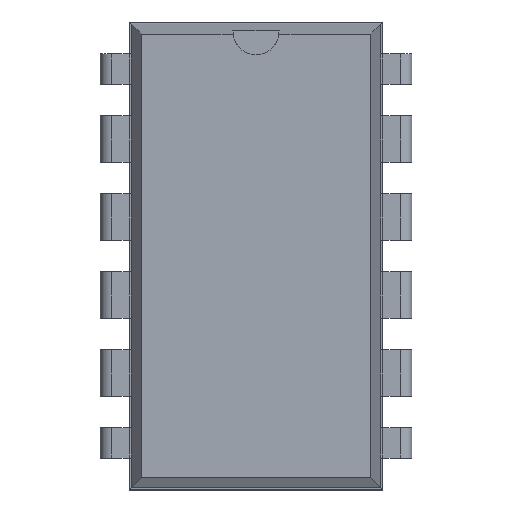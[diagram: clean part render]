
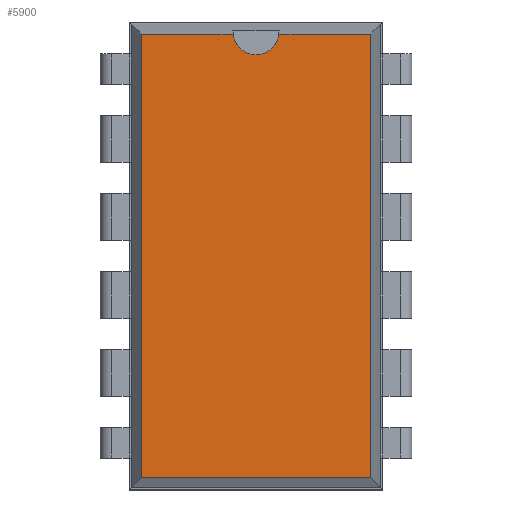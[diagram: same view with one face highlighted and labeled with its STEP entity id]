
A CAD part, top view. The second image highlights one B-rep face of the part: STEP entity #5900.
In plain terms, the highlighted planar face has unit normal (0, 0, 1).
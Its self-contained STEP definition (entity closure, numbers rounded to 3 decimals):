
#3285 = VERTEX_POINT('',#3286);
#3286 = CARTESIAN_POINT('',(8.684,0.871,3.68));
#3291 = EDGE_CURVE('',#3292,#3285,#3294,.T.);
#3292 = VERTEX_POINT('',#3293);
#3293 = CARTESIAN_POINT('',(8.684,-13.571,3.68));
#3294 = LINE('',#3295,#3296);
#3295 = CARTESIAN_POINT('',(8.684,-13.571,3.68));
#3296 = VECTOR('',#3297,1.);
#3297 = DIRECTION('',(0.,1.,0.));
#4541 = VERTEX_POINT('',#4542);
#4542 = CARTESIAN_POINT('',(1.222,0.871,3.68));
#4547 = EDGE_CURVE('',#4548,#4541,#4550,.T.);
#4548 = VERTEX_POINT('',#4549);
#4549 = CARTESIAN_POINT('',(4.207,0.871,3.68));
#4550 = LINE('',#4551,#4552);
#4551 = CARTESIAN_POINT('',(8.684,0.871,3.68));
#4552 = VECTOR('',#4553,1.);
#4553 = DIRECTION('',(-1.,0.,0.));
#4573 = VERTEX_POINT('',#4574);
#4574 = CARTESIAN_POINT('',(5.699,0.871,3.68));
#4582 = EDGE_CURVE('',#3285,#4573,#4583,.T.);
#4583 = LINE('',#4584,#4585);
#4584 = CARTESIAN_POINT('',(8.684,0.871,3.68));
#4585 = VECTOR('',#4586,1.);
#4586 = DIRECTION('',(-1.,0.,0.));
#4640 = VERTEX_POINT('',#4641);
#4641 = CARTESIAN_POINT('',(1.222,-13.571,3.68));
#4646 = EDGE_CURVE('',#4541,#4640,#4647,.T.);
#4647 = LINE('',#4648,#4649);
#4648 = CARTESIAN_POINT('',(1.222,0.871,3.68));
#4649 = VECTOR('',#4650,1.);
#4650 = DIRECTION('',(0.,-1.,0.));
#5889 = EDGE_CURVE('',#4640,#3292,#5890,.T.);
#5890 = LINE('',#5891,#5892);
#5891 = CARTESIAN_POINT('',(1.222,-13.571,3.68));
#5892 = VECTOR('',#5893,1.);
#5893 = DIRECTION('',(1.,0.,0.));
#5900 = ADVANCED_FACE('',(#5901),#5924,.F.);
#5901 = FACE_BOUND('',#5902,.F.);
#5902 = EDGE_LOOP('',(#5903,#5904,#5905,#5906,#5907,#5916,#5923));
#5903 = ORIENTED_EDGE('',*,*,#3291,.F.);
#5904 = ORIENTED_EDGE('',*,*,#5889,.F.);
#5905 = ORIENTED_EDGE('',*,*,#4646,.F.);
#5906 = ORIENTED_EDGE('',*,*,#4547,.F.);
#5907 = ORIENTED_EDGE('',*,*,#5908,.F.);
#5908 = EDGE_CURVE('',#5909,#4548,#5911,.T.);
#5909 = VERTEX_POINT('',#5910);
#5910 = CARTESIAN_POINT('',(4.953,0.196,3.68));
#5911 = CIRCLE('',#5912,0.75);
#5912 = AXIS2_PLACEMENT_3D('',#5913,#5914,#5915);
#5913 = CARTESIAN_POINT('',(4.953,0.946,3.68));
#5914 = DIRECTION('',(0.,0.,-1.));
#5915 = DIRECTION('',(0.,-1.,0.));
#5916 = ORIENTED_EDGE('',*,*,#5917,.F.);
#5917 = EDGE_CURVE('',#4573,#5909,#5918,.T.);
#5918 = CIRCLE('',#5919,0.75);
#5919 = AXIS2_PLACEMENT_3D('',#5920,#5921,#5922);
#5920 = CARTESIAN_POINT('',(4.953,0.946,3.68));
#5921 = DIRECTION('',(0.,0.,-1.));
#5922 = DIRECTION('',(0.,-1.,0.));
#5923 = ORIENTED_EDGE('',*,*,#4582,.F.);
#5924 = PLANE('',#5925);
#5925 = AXIS2_PLACEMENT_3D('',#5926,#5927,#5928);
#5926 = CARTESIAN_POINT('',(8.684,-13.571,3.68));
#5927 = DIRECTION('',(0.,0.,-1.));
#5928 = DIRECTION('',(-0.459,0.888,0.));
